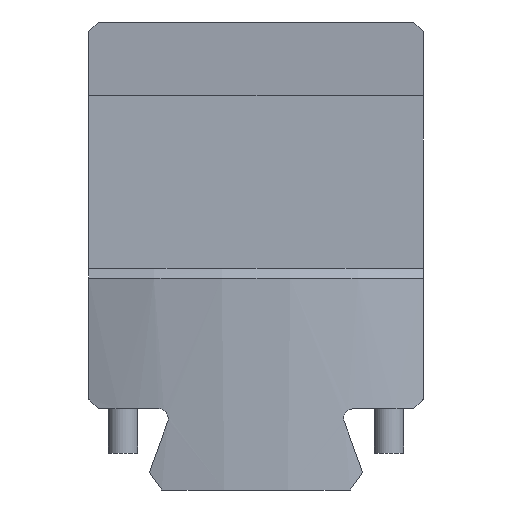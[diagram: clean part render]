
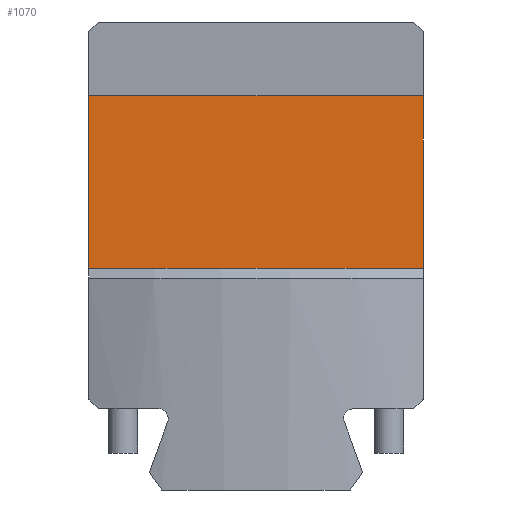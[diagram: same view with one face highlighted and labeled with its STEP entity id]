
A CAD part, left-side view. The second image highlights one B-rep face of the part: STEP entity #1070.
In plain terms, the highlighted planar face has unit normal (-1, 0, 0).
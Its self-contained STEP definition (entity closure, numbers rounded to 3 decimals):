
#800=VERTEX_POINT('NONE',#1624);
#826=VERTEX_POINT('NONE',#1652);
#906=EDGE_CURVE('NONE',#1058,#826,#1737,.T.);
#1026=EDGE_CURVE('NONE',#826,#800,#1870,.T.);
#1050=EDGE_CURVE('NONE',#1162,#800,#1896,.T.);
#1058=VERTEX_POINT('NONE',#1904);
#1070=ADVANCED_FACE('NONE',(#1919),#1920,.F.);
#1146=EDGE_CURVE('NONE',#1058,#1162,#2007,.T.);
#1162=VERTEX_POINT('NONE',#2024);
#1624=CARTESIAN_POINT('',(-290.0,-34.0,35.0));
#1652=CARTESIAN_POINT('',(-290.0,34.0,35.0));
#1737=LINE('',#2999,#3000);
#1870=LINE('',#3213,#3214);
#1896=LINE('',#3249,#3250);
#1904=CARTESIAN_POINT('',(-290.0,34.0,0.0));
#1919=FACE_OUTER_BOUND('',#3279,.T.);
#1920=PLANE('',#3280);
#2007=LINE('',#3390,#3391);
#2024=CARTESIAN_POINT('',(-290.0,-34.0,0.0));
#2999=CARTESIAN_POINT('',(-290.0,34.0,0.0));
#3000=VECTOR('',#3991,1000.0);
#3213=CARTESIAN_POINT('',(-290.0,34.0,35.0));
#3214=VECTOR('',#4167,1000.0);
#3249=CARTESIAN_POINT('',(-290.0,-34.0,0.0));
#3250=VECTOR('',#4198,1000.0);
#3279=EDGE_LOOP('',(#4237,#4238,#4239,#4240));
#3280=AXIS2_PLACEMENT_3D('',#4241,#4242,#4243);
#3390=CARTESIAN_POINT('',(-290.0,34.0,0.0));
#3391=VECTOR('',#4357,1000.0);
#3991=DIRECTION('',(0.0,0.0,1.0));
#4167=DIRECTION('',(0.0,-1.0,0.0));
#4198=DIRECTION('',(0.0,0.0,1.0));
#4237=ORIENTED_EDGE('',*,*,#1050,.T.);
#4238=ORIENTED_EDGE('',*,*,#1026,.F.);
#4239=ORIENTED_EDGE('',*,*,#906,.F.);
#4240=ORIENTED_EDGE('',*,*,#1146,.T.);
#4241=CARTESIAN_POINT('',(-290.0,34.0,0.0));
#4242=DIRECTION('',(1.0,0.0,0.0));
#4243=DIRECTION('',(0.0,-1.0,-0.0));
#4357=DIRECTION('',(0.0,-1.0,0.0));
